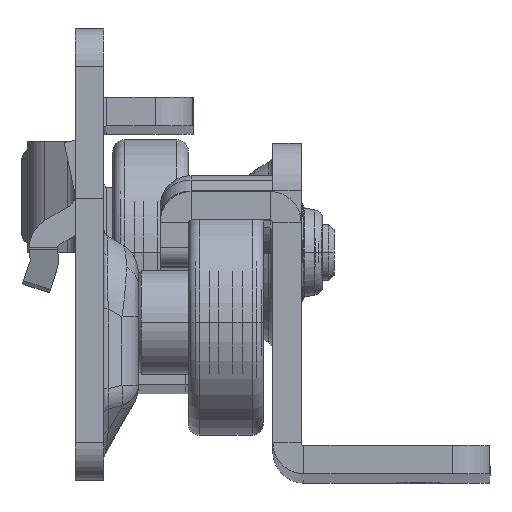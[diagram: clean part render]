
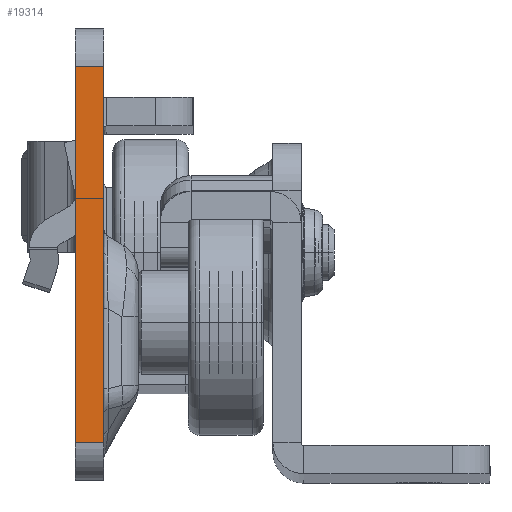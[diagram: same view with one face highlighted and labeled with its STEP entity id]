
A CAD part, top view. The second image highlights one B-rep face of the part: STEP entity #19314.
In plain terms, the highlighted planar face has unit normal (0, 0, 1).
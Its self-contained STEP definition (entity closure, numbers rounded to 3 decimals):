
#539 = ORIENTED_EDGE ( 'NONE', *, *, #14120, .T. ) ;
#1209 = LINE ( 'NONE', #22806, #7451 ) ;
#2814 = DIRECTION ( 'NONE',  ( 1., 0., 0. ) ) ;
#3231 = EDGE_LOOP ( 'NONE', ( #22647, #21218, #539, #23958 ) ) ;
#3803 = VECTOR ( 'NONE', #15319, 1000. ) ;
#3950 = CARTESIAN_POINT ( 'NONE',  ( -122.719, -21.7, 0. ) ) ;
#4862 = EDGE_CURVE ( 'NONE', #16563, #20392, #26127, .T. ) ;
#5317 = EDGE_CURVE ( 'NONE', #6128, #16563, #1209, .T. ) ;
#6128 = VERTEX_POINT ( 'NONE', #7334 ) ;
#6774 = CARTESIAN_POINT ( 'NONE',  ( 0., 18.3, 0. ) ) ;
#7334 = CARTESIAN_POINT ( 'NONE',  ( -3., 18.3, 0. ) ) ;
#7451 = VECTOR ( 'NONE', #9842, 1000. ) ;
#7492 = CARTESIAN_POINT ( 'NONE',  ( -3., -29.094, 0. ) ) ;
#9169 = CARTESIAN_POINT ( 'NONE',  ( -3., -29.094, 0. ) ) ;
#9733 = FACE_OUTER_BOUND ( 'NONE', #3231, .T. ) ;
#9842 = DIRECTION ( 'NONE',  ( 1., 0., 0. ) ) ;
#11085 = CARTESIAN_POINT ( 'NONE',  ( 0., -29.094, 0. ) ) ;
#11671 = VECTOR ( 'NONE', #17370, 1000. ) ;
#14120 = EDGE_CURVE ( 'NONE', #6128, #23896, #15127, .T. ) ;
#15127 = LINE ( 'NONE', #9169, #27574 ) ;
#15319 = DIRECTION ( 'NONE',  ( 0., -1., 0. ) ) ;
#15412 = AXIS2_PLACEMENT_3D ( 'NONE', #7492, #16109, #2814 ) ;
#16109 = DIRECTION ( 'NONE',  ( 0., 0., 1. ) ) ;
#16563 = VERTEX_POINT ( 'NONE', #6774 ) ;
#17334 = EDGE_CURVE ( 'NONE', #23896, #20392, #19097, .T. ) ;
#17370 = DIRECTION ( 'NONE',  ( 1., 0., 0. ) ) ;
#17379 = DIRECTION ( 'NONE',  ( 0., -1., 0. ) ) ;
#18362 = PLANE ( 'NONE',  #15412 ) ;
#19097 = LINE ( 'NONE', #3950, #11671 ) ;
#19314 = ADVANCED_FACE ( 'NONE', ( #9733 ), #18362, .T. ) ;
#20392 = VERTEX_POINT ( 'NONE', #24661 ) ;
#21218 = ORIENTED_EDGE ( 'NONE', *, *, #5317, .F. ) ;
#22647 = ORIENTED_EDGE ( 'NONE', *, *, #4862, .F. ) ;
#22806 = CARTESIAN_POINT ( 'NONE',  ( -3., 18.3, 0. ) ) ;
#23619 = CARTESIAN_POINT ( 'NONE',  ( -3., -21.7, 0. ) ) ;
#23896 = VERTEX_POINT ( 'NONE', #23619 ) ;
#23958 = ORIENTED_EDGE ( 'NONE', *, *, #17334, .T. ) ;
#24661 = CARTESIAN_POINT ( 'NONE',  ( 0., -21.7, 0. ) ) ;
#26127 = LINE ( 'NONE', #11085, #3803 ) ;
#27574 = VECTOR ( 'NONE', #17379, 1000. ) ;
